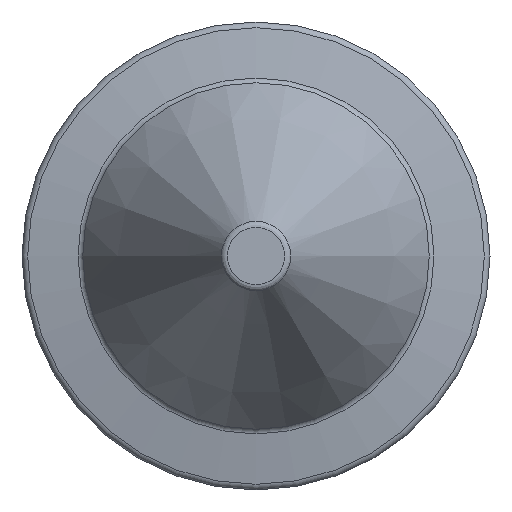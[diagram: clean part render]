
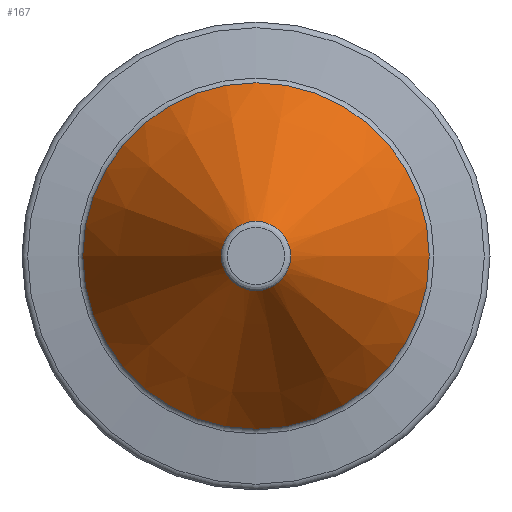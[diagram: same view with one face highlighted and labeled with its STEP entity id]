
A CAD part, left-side view. The second image highlights one B-rep face of the part: STEP entity #167.
In plain terms, the highlighted conical face has half-angle 30.007 degrees and reference radius 7.533 mm.
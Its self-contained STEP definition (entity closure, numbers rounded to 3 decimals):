
#23=CONICAL_SURFACE('',#203,7.533,30.007);
#34=FACE_BOUND('',#74,.T.);
#48=FACE_OUTER_BOUND('',#73,.T.);
#73=EDGE_LOOP('',(#143));
#74=EDGE_LOOP('',(#144));
#91=CIRCLE('',#201,2.51);
#93=CIRCLE('',#204,12.583);
#105=VERTEX_POINT('',#302);
#107=VERTEX_POINT('',#307);
#119=EDGE_CURVE('',#105,#105,#91,.T.);
#121=EDGE_CURVE('',#107,#107,#93,.T.);
#143=ORIENTED_EDGE('',*,*,#121,.F.);
#144=ORIENTED_EDGE('',*,*,#119,.F.);
#167=ADVANCED_FACE('',(#48,#34),#23,.T.);
#201=AXIS2_PLACEMENT_3D('',#303,#254,#255);
#203=AXIS2_PLACEMENT_3D('',#306,#258,#259);
#204=AXIS2_PLACEMENT_3D('',#308,#260,#261);
#254=DIRECTION('center_axis',(-1.,0.,0.));
#255=DIRECTION('ref_axis',(0.,-1.,0.));
#258=DIRECTION('center_axis',(1.,0.,0.));
#259=DIRECTION('ref_axis',(0.,1.,0.));
#260=DIRECTION('center_axis',(1.,0.,0.));
#261=DIRECTION('ref_axis',(0.,-1.,0.));
#302=CARTESIAN_POINT('',(-83.66,2.51,0.));
#303=CARTESIAN_POINT('Origin',(-83.66,0.,
0.));
#306=CARTESIAN_POINT('Origin',(-74.963,0.,
0.));
#307=CARTESIAN_POINT('',(-66.219,12.583,0.));
#308=CARTESIAN_POINT('Origin',(-66.219,0.,
0.));
